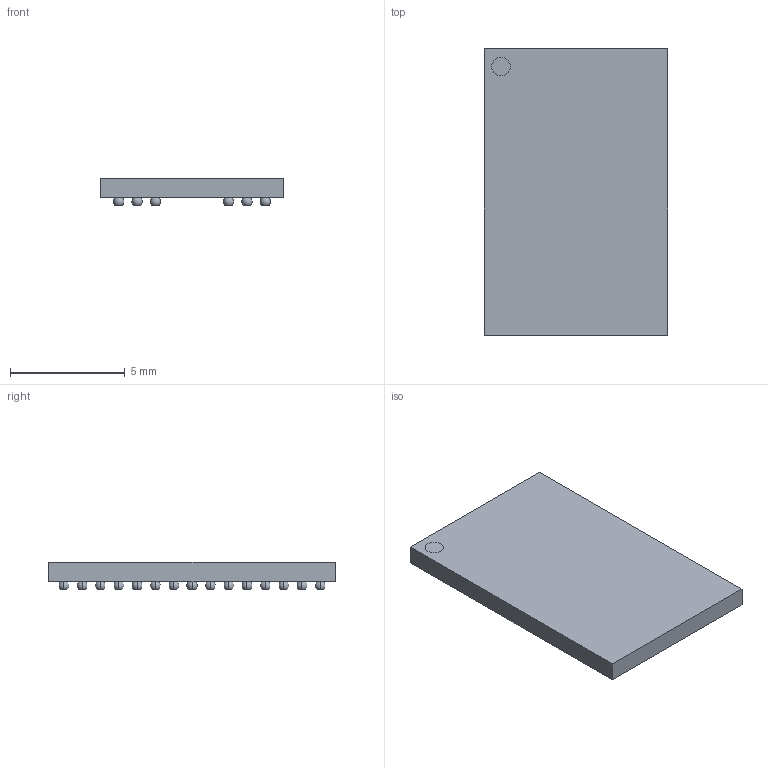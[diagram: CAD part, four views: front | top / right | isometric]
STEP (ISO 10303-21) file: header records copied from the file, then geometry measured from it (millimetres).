
FILE_DESCRIPTION((''),'2;1');
FILE_NAME('BGA84C80P9X15_800X1250X120.stp','2010-11-18T17:56:46',(''),(''),'Mechanical Desktop 2011','Mechanical Desktop 2011',', , ');
FILE_SCHEMA(('AUTOMOTIVE_DESIGN { 1 2 10303 214 1 1 1 1 }'));
Length unit declared in the file: millimetre
Products named in the file (1): Product
Bounding box: 8 x 12.5 x 1.2 mm (x, y, z)
Volume: 88.8 mm3; surface area: 289.7 mm2
Topology: 87 solids, 87 shells, 353 faces, 702 edges, 524 vertices
Faces by surface type: plane 179, sphere 168, cylinder 6
Entity records: 9797 total; most frequent: DIRECTION 2094, CARTESIAN_POINT 1580, ORIENTED_EDGE 1404, AXIS2_PLACEMENT_3D 1038, EDGE_CURVE 702, CIRCLE 684, VERTEX_POINT 524, EDGE_LOOP 354
